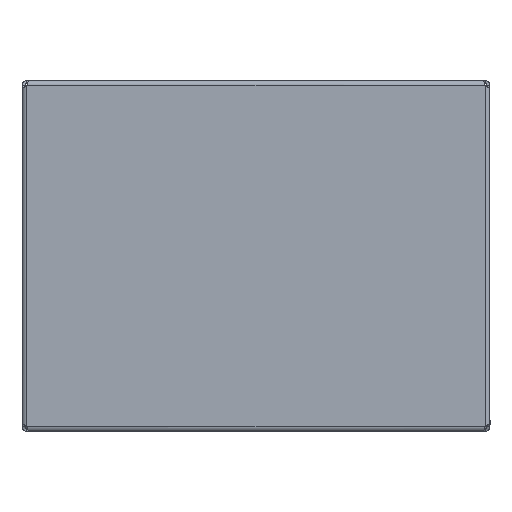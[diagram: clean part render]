
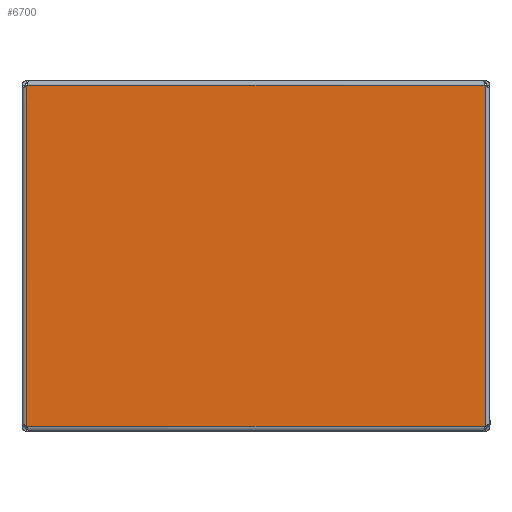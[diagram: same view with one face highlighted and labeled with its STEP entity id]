
A CAD part, front view. The second image highlights one B-rep face of the part: STEP entity #6700.
In plain terms, the highlighted planar face has unit normal (0, -1, 0).
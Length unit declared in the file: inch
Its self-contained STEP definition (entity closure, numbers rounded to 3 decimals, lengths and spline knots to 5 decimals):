
#342 = CARTESIAN_POINT ( 'NONE',  ( -7.83352, 0., 0. ) ) ;
#673 = ORIENTED_EDGE ( 'NONE', *, *, #9028, .T. ) ;
#716 = ORIENTED_EDGE ( 'NONE', *, *, #1055, .T. ) ;
#733 = DIRECTION ( 'NONE',  ( 0., 0., -1. ) ) ;
#998 = DIRECTION ( 'NONE',  ( 0., 0., -1. ) ) ;
#1055 = EDGE_CURVE ( 'NONE', #3394, #5636, #6535, .T. ) ;
#1380 = ORIENTED_EDGE ( 'NONE', *, *, #6954, .T. ) ;
#1420 = VECTOR ( 'NONE', #1597, 39.37008 ) ;
#1493 = CARTESIAN_POINT ( 'NONE',  ( -7.83352, 0., -0.99806 ) ) ;
#1597 = DIRECTION ( 'NONE',  ( 1., 0., 0. ) ) ;
#1737 = VERTEX_POINT ( 'NONE', #6832 ) ;
#2057 = DIRECTION ( 'NONE',  ( 0., -1., 0. ) ) ;
#2309 = AXIS2_PLACEMENT_3D ( 'NONE', #3519, #2057, #733 ) ;
#2646 = CARTESIAN_POINT ( 'NONE',  ( 7.83352, 0., 0. ) ) ;
#3097 = CARTESIAN_POINT ( 'NONE',  ( -16.9548, 0., -0.99806 ) ) ;
#3394 = VERTEX_POINT ( 'NONE', #5366 ) ;
#3519 = CARTESIAN_POINT ( 'NONE',  ( -16.9548, 0., 0. ) ) ;
#3841 = CARTESIAN_POINT ( 'NONE',  ( -16.9548, 0., -12.66504 ) ) ;
#4254 = PLANE ( 'NONE',  #2309 ) ;
#4331 = VECTOR ( 'NONE', #998, 39.37008 ) ;
#4556 = VECTOR ( 'NONE', #6580, 39.37008 ) ;
#4938 = EDGE_CURVE ( 'NONE', #5636, #1737, #5197, .T. ) ;
#5197 = LINE ( 'NONE', #342, #4331 ) ;
#5366 = CARTESIAN_POINT ( 'NONE',  ( 7.83352, 0., -0.99806 ) ) ;
#5636 = VERTEX_POINT ( 'NONE', #1493 ) ;
#5660 = FACE_OUTER_BOUND ( 'NONE', #7135, .T. ) ;
#5923 = DIRECTION ( 'NONE',  ( 0., 0., 1. ) ) ;
#5956 = VERTEX_POINT ( 'NONE', #6335 ) ;
#6335 = CARTESIAN_POINT ( 'NONE',  ( 7.83352, 0., -12.66504 ) ) ;
#6535 = LINE ( 'NONE', #3097, #4556 ) ;
#6580 = DIRECTION ( 'NONE',  ( -1., 0., 0. ) ) ;
#6700 = ADVANCED_FACE ( 'NONE', ( #5660 ), #4254, .T. ) ;
#6832 = CARTESIAN_POINT ( 'NONE',  ( -7.83352, 0., -12.66504 ) ) ;
#6954 = EDGE_CURVE ( 'NONE', #5956, #3394, #7451, .T. ) ;
#7135 = EDGE_LOOP ( 'NONE', ( #8038, #673, #1380, #716 ) ) ;
#7451 = LINE ( 'NONE', #2646, #8591 ) ;
#8038 = ORIENTED_EDGE ( 'NONE', *, *, #4938, .T. ) ;
#8591 = VECTOR ( 'NONE', #5923, 39.37008 ) ;
#8727 = LINE ( 'NONE', #3841, #1420 ) ;
#9028 = EDGE_CURVE ( 'NONE', #1737, #5956, #8727, .T. ) ;
